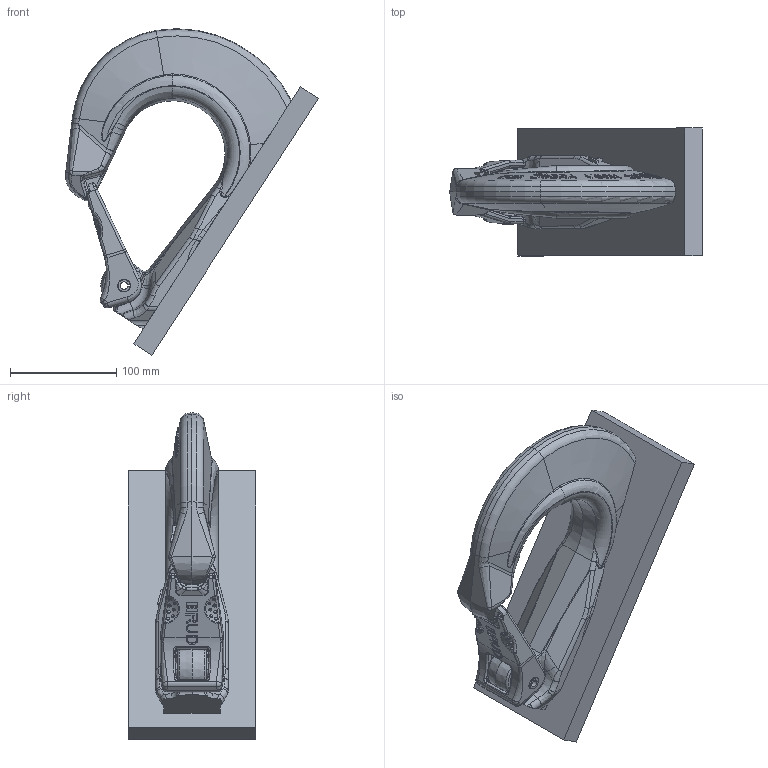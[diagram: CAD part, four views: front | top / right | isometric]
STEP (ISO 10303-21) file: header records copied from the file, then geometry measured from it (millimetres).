
FILE_DESCRIPTION((''),'2;1');
FILE_NAME('001-M32466-ZU5_ASM','2013-10-07T',('Roland.Jakubetz'),(''),'PRO/ENGINEER BY PARAMETRIC TECHNOLOGY CORPORATION, 2010140','PRO/ENGINEER BY PARAMETRIC TECHNOLOGY CORPORATION, 2010140','');
FILE_SCHEMA(('CONFIG_CONTROL_DESIGN'));
Products named in the file (5): 001-M32466-P01_AF0; 001-M32232-BA1_AF3; 001-M31048-V78_AF3; 001-M32466-BA5; 001-M32466-ZU5_ASM
Assembly tree (4 placements, depth 2):
  001-M32466-ZU5_ASM
    001-M32466-P01_AF0
    001-M32232-BA1_AF3
    001-M31048-V78_AF3
    001-M32466-BA5
Bounding box: 237.91 x 120 x 307.13 mm (x, y, z)
Volume: 1518466.4 mm3; surface area: 194245.2 mm2
Topology: 4 solids, 4 shells, 1365 faces, 3601 edges, 2264 vertices
Faces by surface type: plane 781, bspline 229, cylinder 194, cone 65, sphere 50, torus 46
Entity records: 54641 total; most frequent: CARTESIAN_POINT 24387, ORIENTED_EDGE 7146, DIRECTION 4968, EDGE_CURVE 3573, VERTEX_POINT 2264, AXIS2_PLACEMENT_3D 1706, VECTOR 1556, LINE 1556
